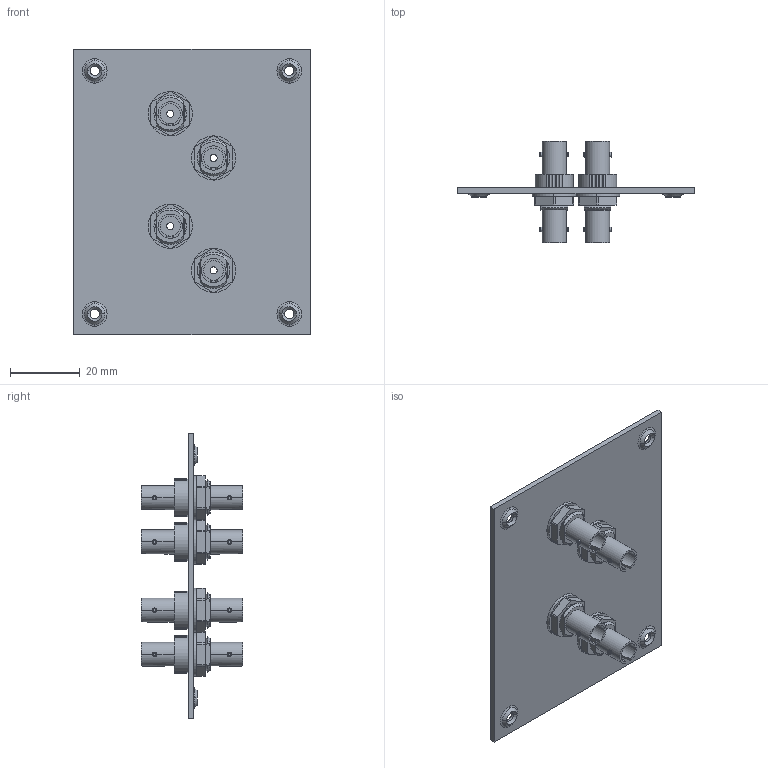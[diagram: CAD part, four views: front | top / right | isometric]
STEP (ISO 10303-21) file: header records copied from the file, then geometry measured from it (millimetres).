
FILE_DESCRIPTION (( 'STEP AP214' ), '1' );
FILE_NAME ('USP4FOPTB.STEP', '2007-12-05T13:46:37', ( ' ' ), ( ' ' ), 'SwSTEP 2.0', 'SolidWorks 2007', '' );
FILE_SCHEMA (( 'AUTOMOTIVE_DESIGN' ));
Length unit declared in the file: inch
Products named in the file (6): 3AA02-001; FOA-001_.06 OFFSET; 1AR17-007; USP4FOPTB; 3AA03-001; FOA-001
Assembly tree (8 placements, depth 3):
  USP4FOPTB
    FOA-001_.06 OFFSET  x4
      FOA-001
      3AA02-001
      3AA03-001
    1AR17-007
Bounding box: 68.07 x 29.21 x 82.04 mm (x, y, z)
Volume: 12761.7 mm3; surface area: 18320.8 mm2
Topology: 13 solids, 13 shells, 974 faces, 2720 edges, 1784 vertices
Faces by surface type: cylinder 444, plane 338, cone 144, torus 48
Entity records: 11687 total; most frequent: CARTESIAN_POINT 2047, DIRECTION 1896, ORIENTED_EDGE 1792, EDGE_CURVE 896, AXIS2_PLACEMENT_3D 721, VERTEX_POINT 584, VECTOR 454, LINE 454
